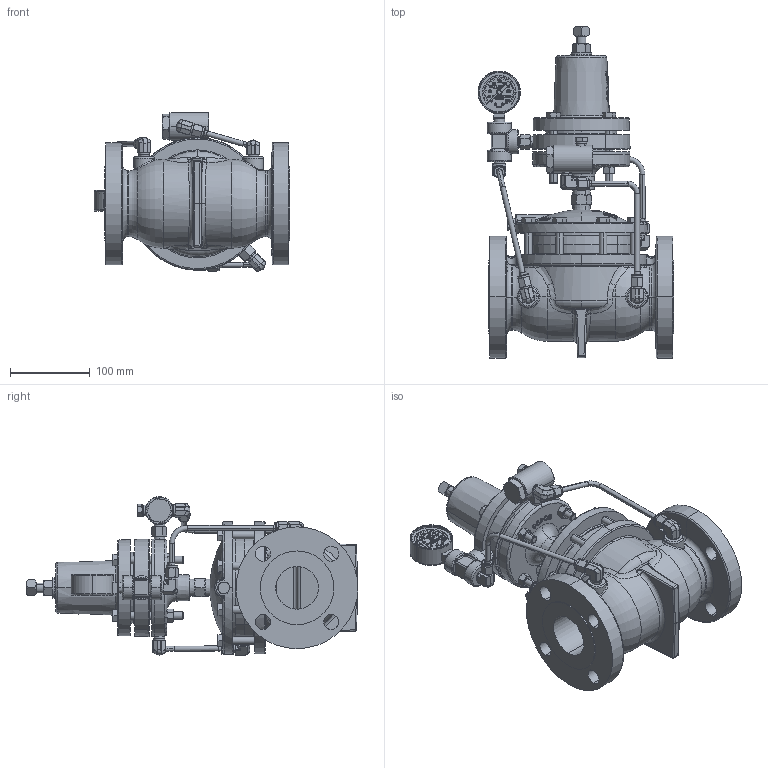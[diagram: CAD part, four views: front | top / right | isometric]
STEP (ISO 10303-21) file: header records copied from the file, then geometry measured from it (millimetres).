
FILE_DESCRIPTION (( 'STEP AP203' ), '1' );
FILE_NAME ('2 INCH 227 FGT PR-NV-S (AEV).STEP', '2015-07-21T20:37:01', ( 'PCTech' ), ( 'Microsoft' ), 'SwSTEP 2.0', 'SolidWorks 2015', '' );
FILE_SCHEMA (( 'CONFIG_CONTROL_DESIGN' ));
Products named in the file (1): 2 INCH 227 FGT PR-NV-S (AEV)
Bounding box: 245.02 x 415.17 x 198.68 mm (x, y, z)
Volume: 3883836.6 mm3; surface area: 455903.4 mm2
Topology: 1 solids, 4 shells, 3521 faces, 8938 edges, 5695 vertices
Faces by surface type: plane 1513, bspline 851, cylinder 608, cone 380, torus 126, sphere 43
Entity records: 156095 total; most frequent: CARTESIAN_POINT 77576, ORIENTED_EDGE 17820, DIRECTION 13856, EDGE_CURVE 8910, VERTEX_POINT 5694, AXIS2_PLACEMENT_3D 4927, LINE 4002, VECTOR 4002
